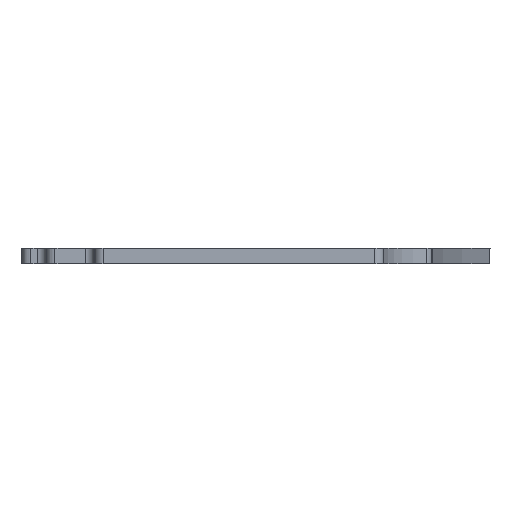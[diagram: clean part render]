
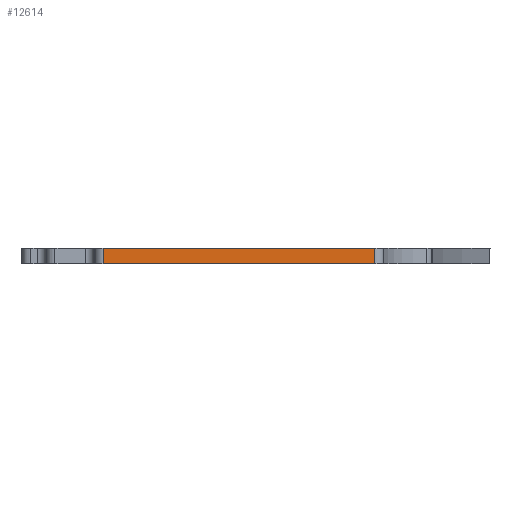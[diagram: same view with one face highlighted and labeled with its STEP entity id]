
A CAD part, left-side view. The second image highlights one B-rep face of the part: STEP entity #12614.
In plain terms, the highlighted planar face has unit normal (-1, 0, 0).
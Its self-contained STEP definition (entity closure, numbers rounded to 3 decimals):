
#1211=PLANE('',#13311);
#1871=FACE_OUTER_BOUND('',#2611,.T.);
#2611=EDGE_LOOP('',(#11740,#11741,#11742,#11743));
#2654=LINE('',#15931,#3732);
#3670=LINE('',#25568,#4748);
#3689=LINE('',#25786,#4767);
#3690=LINE('',#25788,#4768);
#3732=VECTOR('',#13456,10.);
#4748=VECTOR('',#15618,10.);
#4767=VECTOR('',#15703,10.);
#4768=VECTOR('',#15706,10.);
#5036=VERTEX_POINT('',#15925);
#5037=VERTEX_POINT('',#15930);
#6198=VERTEX_POINT('',#25562);
#6199=VERTEX_POINT('',#25567);
#6271=EDGE_CURVE('',#5036,#5037,#2654,.T.);
#8034=EDGE_CURVE('',#6198,#6199,#3670,.T.);
#8061=EDGE_CURVE('',#5036,#6199,#3689,.T.);
#8062=EDGE_CURVE('',#5037,#6198,#3690,.T.);
#11740=ORIENTED_EDGE('',*,*,#8061,.T.);
#11741=ORIENTED_EDGE('',*,*,#8034,.F.);
#11742=ORIENTED_EDGE('',*,*,#8062,.F.);
#11743=ORIENTED_EDGE('',*,*,#6271,.F.);
#12614=ADVANCED_FACE('',(#1871),#1211,.T.);
#13311=AXIS2_PLACEMENT_3D('',#25787,#15704,#15705);
#13456=DIRECTION('',(0.,1.,0.));
#15618=DIRECTION('',(0.,-1.,0.));
#15703=DIRECTION('',(0.,0.,1.));
#15704=DIRECTION('center_axis',(-1.,0.,0.));
#15705=DIRECTION('ref_axis',(0.,-1.,0.));
#15706=DIRECTION('',(0.,0.,1.));
#15925=CARTESIAN_POINT('',(-57.613,-33.5,-1.4));
#15930=CARTESIAN_POINT('',(-57.613,20.15,-1.4));
#15931=CARTESIAN_POINT('',(-57.613,20.15,-1.4));
#25562=CARTESIAN_POINT('',(-57.613,20.15,1.6));
#25567=CARTESIAN_POINT('',(-57.613,-33.5,1.6));
#25568=CARTESIAN_POINT('',(-57.613,20.15,1.6));
#25786=CARTESIAN_POINT('',(-57.613,-33.5,0.));
#25787=CARTESIAN_POINT('Origin',(-57.613,20.15,0.));
#25788=CARTESIAN_POINT('',(-57.613,20.15,0.));
